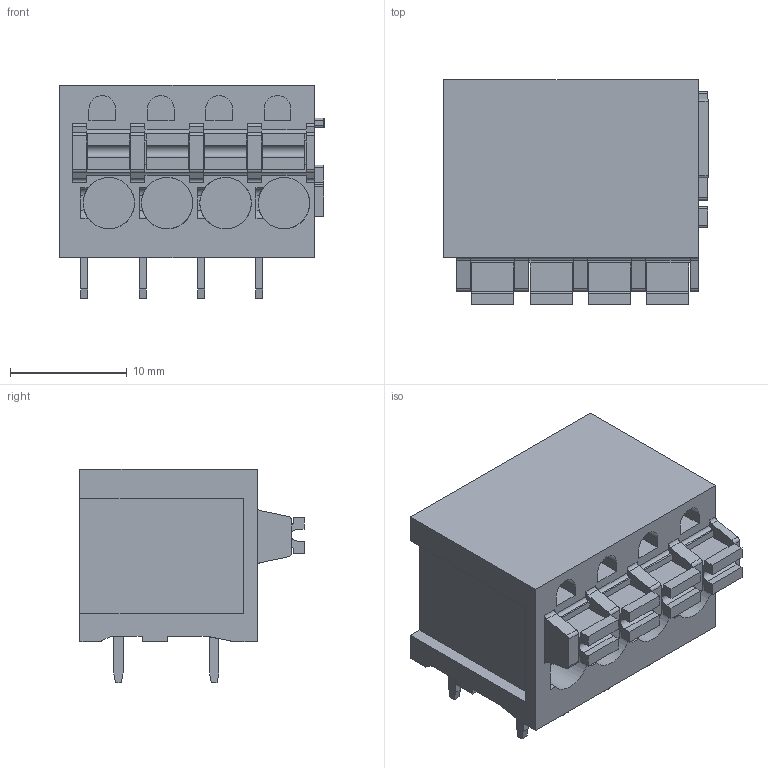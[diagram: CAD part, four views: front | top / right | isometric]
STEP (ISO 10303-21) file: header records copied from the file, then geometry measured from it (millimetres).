
FILE_DESCRIPTION(('CATIA V5 STEP Exchange','CAx-IF Rec.Pracs.--- Model Styling and Organization---1.2---2011-12-15'),'2;1');
FILE_NAME ('D1451179_0', '2018-09-07T10:07:23+00:00', ('none'), ('Weidmueller'), 'CATIA Version 5-6 Release 2014', 'CATIA V5 STEP AP214', 'none');
FILE_SCHEMA(('AUTOMOTIVE_DESIGN { 1 0 10303 214 1 1 1 1 }'));
Length unit declared in the file: millimetre
Products named in the file (1): 1331720000
Bounding box: 22.65 x 19.2 x 18.3 mm (x, y, z)
Volume: 4478 mm3; surface area: 3004.1 mm2
Topology: 13 solids, 13 shells, 318 faces, 843 edges, 562 vertices
Faces by surface type: plane 243, cylinder 75
Entity records: 9081 total; most frequent: ORIENTED_EDGE 1686, CARTESIAN_POINT 1646, DIRECTION 1223, EDGE_CURVE 843, VECTOR 681, LINE 681, VERTEX_POINT 562, AXIS2_PLACEMENT_3D 347
